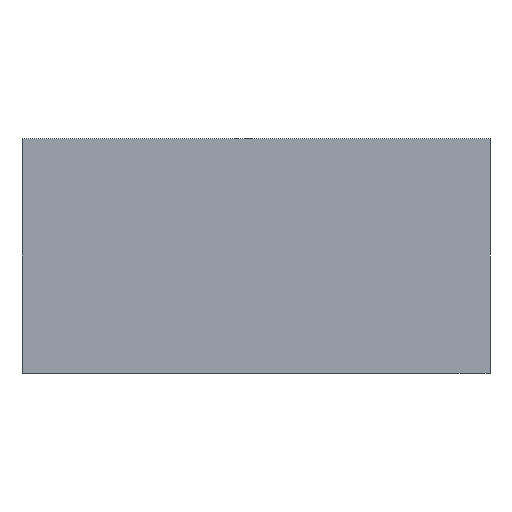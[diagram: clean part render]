
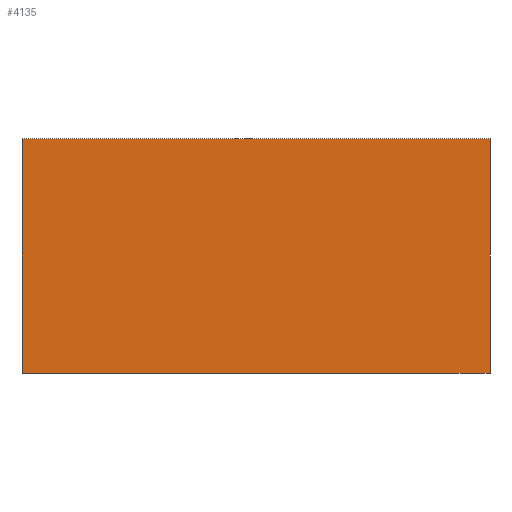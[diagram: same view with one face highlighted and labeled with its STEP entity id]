
A CAD part, front view. The second image highlights one B-rep face of the part: STEP entity #4135.
In plain terms, the highlighted free-form (B-spline) face has degree [1, 1] with [2, 2] control points.
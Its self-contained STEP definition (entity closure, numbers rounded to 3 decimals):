
#4015 = EDGE_CURVE('',#4016,#4018,#4020,.T.);
#4016 = VERTEX_POINT('',#4017);
#4017 = CARTESIAN_POINT('',(-4166.086,0.,2083.043));
#4018 = VERTEX_POINT('',#4019);
#4019 = CARTESIAN_POINT('',(4166.086,0.,2083.043));
#4020 = B_SPLINE_CURVE_WITH_KNOTS('',1,(#4021,#4022),.UNSPECIFIED.,.F.,
  .F.,(2,2),(0.,6000.),.PIECEWISE_BEZIER_KNOTS.);
#4021 = CARTESIAN_POINT('',(-4166.086,0.,2083.043));
#4022 = CARTESIAN_POINT('',(4166.086,0.,2083.043));
#4051 = EDGE_CURVE('',#4052,#4016,#4054,.T.);
#4052 = VERTEX_POINT('',#4053);
#4053 = CARTESIAN_POINT('',(-4166.086,0.,-2083.043)
  );
#4054 = B_SPLINE_CURVE_WITH_KNOTS('',1,(#4055,#4056),.UNSPECIFIED.,.F.,
  .F.,(2,2),(0.,3000.),.PIECEWISE_BEZIER_KNOTS.);
#4055 = CARTESIAN_POINT('',(-4166.086,0.,-2083.043)
  );
#4056 = CARTESIAN_POINT('',(-4166.086,0.,2083.043));
#4079 = EDGE_CURVE('',#4080,#4052,#4082,.T.);
#4080 = VERTEX_POINT('',#4081);
#4081 = CARTESIAN_POINT('',(4166.086,0.,-2083.043));
#4082 = B_SPLINE_CURVE_WITH_KNOTS('',1,(#4083,#4084),.UNSPECIFIED.,.F.,
  .F.,(2,2),(0.,6000.),.PIECEWISE_BEZIER_KNOTS.);
#4083 = CARTESIAN_POINT('',(4166.086,0.,-2083.043));
#4084 = CARTESIAN_POINT('',(-4166.086,0.,-2083.043)
  );
#4107 = EDGE_CURVE('',#4018,#4080,#4108,.T.);
#4108 = B_SPLINE_CURVE_WITH_KNOTS('',1,(#4109,#4110),.UNSPECIFIED.,.F.,
  .F.,(2,2),(-2900.,100.),.PIECEWISE_BEZIER_KNOTS.);
#4109 = CARTESIAN_POINT('',(4166.086,0.,2083.043));
#4110 = CARTESIAN_POINT('',(4166.086,0.,-2083.043));
#4135 = ADVANCED_FACE('',(#4136),#4142,.F.);
#4136 = FACE_BOUND('',#4137,.T.);
#4137 = EDGE_LOOP('',(#4138,#4139,#4140,#4141));
#4138 = ORIENTED_EDGE('',*,*,#4107,.F.);
#4139 = ORIENTED_EDGE('',*,*,#4015,.F.);
#4140 = ORIENTED_EDGE('',*,*,#4051,.F.);
#4141 = ORIENTED_EDGE('',*,*,#4079,.F.);
#4142 = B_SPLINE_SURFACE_WITH_KNOTS('',1,1,(
    (#4143,#4144)
    ,(#4145,#4146
    )),.UNSPECIFIED.,.F.,.F.,.F.,(2,2),(2,2),(-3000.,3000.),(-1500.,
    1500.),.PIECEWISE_BEZIER_KNOTS.);
#4143 = CARTESIAN_POINT('',(-4166.086,0.,2083.043));
#4144 = CARTESIAN_POINT('',(-4166.086,0.,-2083.043)
  );
#4145 = CARTESIAN_POINT('',(4166.086,0.,2083.043));
#4146 = CARTESIAN_POINT('',(4166.086,0.,-2083.043));
